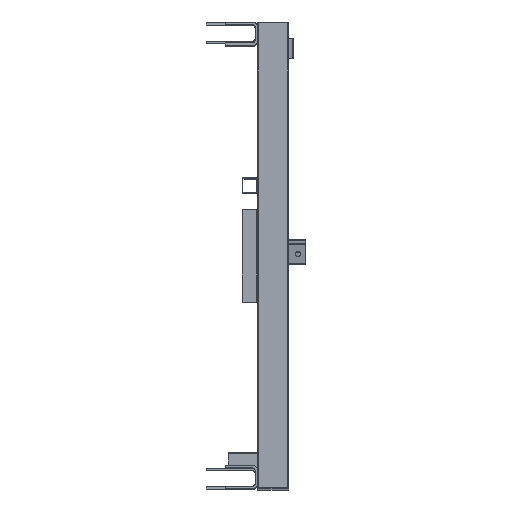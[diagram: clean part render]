
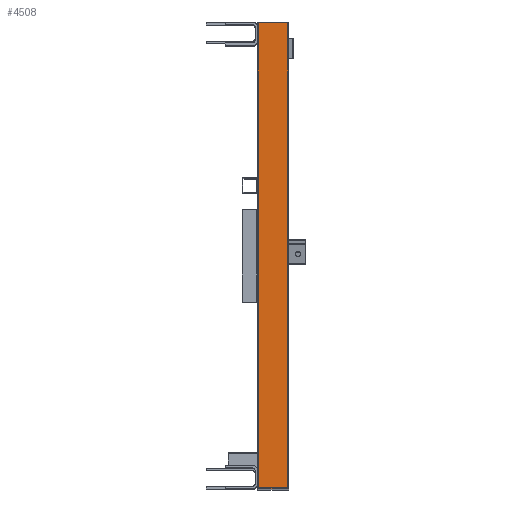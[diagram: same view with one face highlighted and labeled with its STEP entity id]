
A CAD part, top view. The second image highlights one B-rep face of the part: STEP entity #4508.
In plain terms, the highlighted face is planar.
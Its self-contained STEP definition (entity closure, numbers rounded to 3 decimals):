
#121 = PLANE ( 'NONE',  #444 ) ;
#154 = VERTEX_POINT ( 'NONE', #4710 ) ;
#444 = AXIS2_PLACEMENT_3D ( 'NONE', #1508, #4251, #1968 ) ;
#470 = CARTESIAN_POINT ( 'NONE',  ( 50., -25., -752.5 ) ) ;
#699 = CARTESIAN_POINT ( 'NONE',  ( -50., -25., -752.5 ) ) ;
#789 = CARTESIAN_POINT ( 'NONE',  ( -50., -25., 752.5 ) ) ;
#868 = DIRECTION ( 'NONE',  ( 1., 0., 0. ) ) ;
#1273 = DIRECTION ( 'NONE',  ( 0., 0., -1. ) ) ;
#1466 = ORIENTED_EDGE ( 'NONE', *, *, #2213, .T. ) ;
#1508 = CARTESIAN_POINT ( 'NONE',  ( -50., -25., 752.5 ) ) ;
#1787 = CARTESIAN_POINT ( 'NONE',  ( -50., -25., -752.5 ) ) ;
#1968 = DIRECTION ( 'NONE',  ( 0., 0., 1. ) ) ;
#2189 = CARTESIAN_POINT ( 'NONE',  ( -50., -25., 752.5 ) ) ;
#2213 = EDGE_CURVE ( 'NONE', #4656, #5198, #4085, .T. ) ;
#2404 = EDGE_LOOP ( 'NONE', ( #1466, #3043, #2553, #5817 ) ) ;
#2553 = ORIENTED_EDGE ( 'NONE', *, *, #4023, .F. ) ;
#2616 = DIRECTION ( 'NONE',  ( 1., 0., 0. ) ) ;
#2679 = DIRECTION ( 'NONE',  ( 0., 0., -1. ) ) ;
#2759 = VERTEX_POINT ( 'NONE', #4344 ) ;
#2831 = VECTOR ( 'NONE', #2616, 1000. ) ;
#3043 = ORIENTED_EDGE ( 'NONE', *, *, #4919, .F. ) ;
#3096 = LINE ( 'NONE', #789, #4863 ) ;
#3727 = VECTOR ( 'NONE', #2679, 1000. ) ;
#4023 = EDGE_CURVE ( 'NONE', #154, #2759, #4415, .T. ) ;
#4085 = LINE ( 'NONE', #1787, #4793 ) ;
#4118 = EDGE_CURVE ( 'NONE', #154, #4656, #3096, .T. ) ;
#4251 = DIRECTION ( 'NONE',  ( 0., 1., 0. ) ) ;
#4344 = CARTESIAN_POINT ( 'NONE',  ( 50., -25., 752.5 ) ) ;
#4415 = LINE ( 'NONE', #2189, #2831 ) ;
#4508 = ADVANCED_FACE ( 'NONE', ( #4794 ), #121, .F. ) ;
#4564 = LINE ( 'NONE', #5511, #3727 ) ;
#4656 = VERTEX_POINT ( 'NONE', #699 ) ;
#4710 = CARTESIAN_POINT ( 'NONE',  ( -50., -25., 752.5 ) ) ;
#4793 = VECTOR ( 'NONE', #868, 1000. ) ;
#4794 = FACE_OUTER_BOUND ( 'NONE', #2404, .T. ) ;
#4863 = VECTOR ( 'NONE', #1273, 1000. ) ;
#4919 = EDGE_CURVE ( 'NONE', #2759, #5198, #4564, .T. ) ;
#5198 = VERTEX_POINT ( 'NONE', #470 ) ;
#5511 = CARTESIAN_POINT ( 'NONE',  ( 50., -25., 752.5 ) ) ;
#5817 = ORIENTED_EDGE ( 'NONE', *, *, #4118, .T. ) ;
